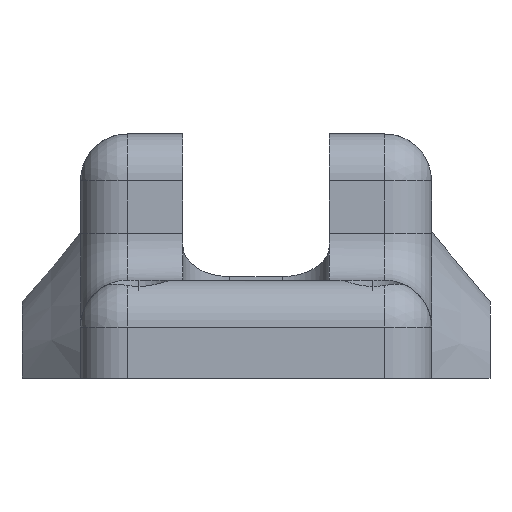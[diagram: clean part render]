
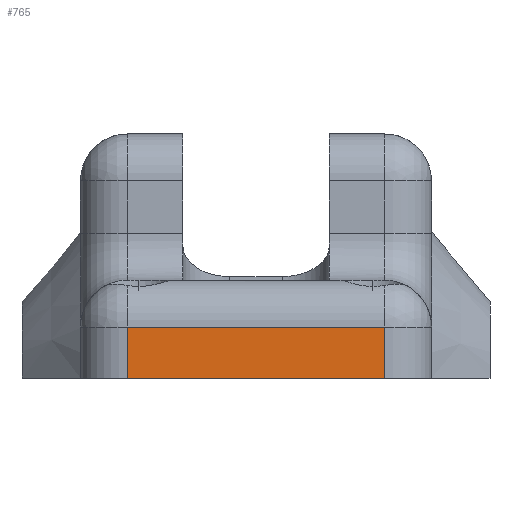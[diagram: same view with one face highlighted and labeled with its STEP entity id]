
A CAD part, left-side view. The second image highlights one B-rep face of the part: STEP entity #765.
In plain terms, the highlighted planar face has unit normal (-1, 0, 0).
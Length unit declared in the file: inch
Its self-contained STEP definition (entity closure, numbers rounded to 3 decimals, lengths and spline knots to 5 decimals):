
#59 = CARTESIAN_POINT ( 'NONE',  ( -0.3, -0.08, 0.33275 ) ) ;
#159 = PLANE ( 'NONE',  #670 ) ;
#285 = CARTESIAN_POINT ( 'NONE',  ( -0.3, -0.08, 0.42 ) ) ;
#339 = EDGE_CURVE ( 'NONE', #1273, #1944, #1206, .T. ) ;
#426 = EDGE_CURVE ( 'NONE', #1944, #835, #1269, .T. ) ;
#496 = EDGE_CURVE ( 'NONE', #2218, #1273, #1107, .T. ) ;
#501 = DIRECTION ( 'NONE',  ( -1., 0., 0. ) ) ;
#509 = EDGE_CURVE ( 'NONE', #2218, #835, #2029, .T. ) ;
#551 = VECTOR ( 'NONE', #2315, 39.37008 ) ;
#563 = DIRECTION ( 'NONE',  ( 0., 0., 1. ) ) ;
#577 = DIRECTION ( 'NONE',  ( 0., 0., -1. ) ) ;
#633 = ORIENTED_EDGE ( 'NONE', *, *, #496, .T. ) ;
#670 = AXIS2_PLACEMENT_3D ( 'NONE', #2281, #501, #1569 ) ;
#678 = ORIENTED_EDGE ( 'NONE', *, *, #509, .F. ) ;
#719 = CARTESIAN_POINT ( 'NONE',  ( -0.3, 0., 0.42 ) ) ;
#765 = ADVANCED_FACE ( 'NONE', ( #1075 ), #159, .T. ) ;
#802 = CARTESIAN_POINT ( 'NONE',  ( -0.3, -0.52, 0.33275 ) ) ;
#835 = VERTEX_POINT ( 'NONE', #59 ) ;
#960 = EDGE_LOOP ( 'NONE', ( #678, #633, #1053, #1435 ) ) ;
#1053 = ORIENTED_EDGE ( 'NONE', *, *, #339, .T. ) ;
#1075 = FACE_OUTER_BOUND ( 'NONE', #960, .T. ) ;
#1107 = LINE ( 'NONE', #2402, #1506 ) ;
#1206 = LINE ( 'NONE', #719, #551 ) ;
#1269 = LINE ( 'NONE', #1477, #2243 ) ;
#1273 = VERTEX_POINT ( 'NONE', #1352 ) ;
#1352 = CARTESIAN_POINT ( 'NONE',  ( -0.3, -0.52, 0.42 ) ) ;
#1435 = ORIENTED_EDGE ( 'NONE', *, *, #426, .T. ) ;
#1477 = CARTESIAN_POINT ( 'NONE',  ( -0.3, -0.08, 0. ) ) ;
#1506 = VECTOR ( 'NONE', #563, 39.37008 ) ;
#1551 = CARTESIAN_POINT ( 'NONE',  ( -0.3, 0., 0.33275 ) ) ;
#1569 = DIRECTION ( 'NONE',  ( 0., -1., 0. ) ) ;
#1781 = DIRECTION ( 'NONE',  ( 0., 1., 0. ) ) ;
#1944 = VERTEX_POINT ( 'NONE', #285 ) ;
#1956 = VECTOR ( 'NONE', #1781, 39.37008 ) ;
#2029 = LINE ( 'NONE', #1551, #1956 ) ;
#2218 = VERTEX_POINT ( 'NONE', #802 ) ;
#2243 = VECTOR ( 'NONE', #577, 39.37008 ) ;
#2281 = CARTESIAN_POINT ( 'NONE',  ( -0.3, 0., 0. ) ) ;
#2315 = DIRECTION ( 'NONE',  ( 0., 1., 0. ) ) ;
#2402 = CARTESIAN_POINT ( 'NONE',  ( -0.3, -0.52, 0.5 ) ) ;
